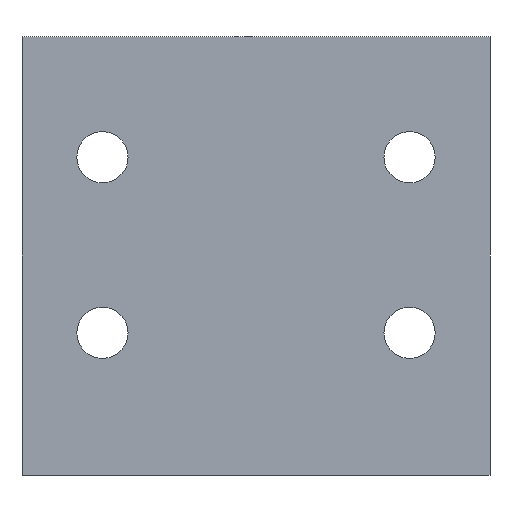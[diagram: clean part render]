
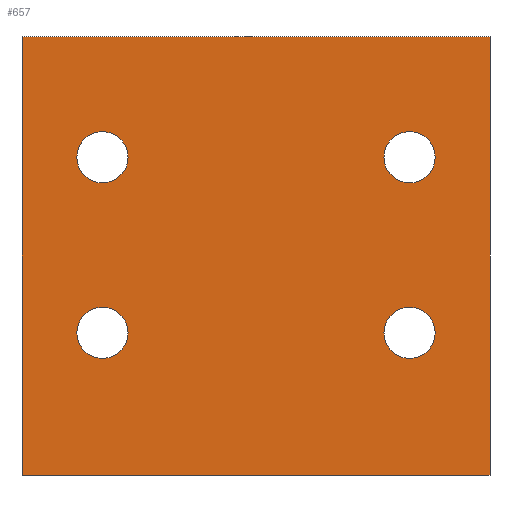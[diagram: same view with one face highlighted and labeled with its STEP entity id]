
A CAD part, front view. The second image highlights one B-rep face of the part: STEP entity #657.
In plain terms, the highlighted planar face has unit normal (0, -1, 0).
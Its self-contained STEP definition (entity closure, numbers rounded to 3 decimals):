
#26=FACE_BOUND('',#117,.T.);
#27=FACE_BOUND('',#118,.T.);
#28=FACE_BOUND('',#119,.T.);
#29=FACE_BOUND('',#120,.T.);
#41=PLANE('',#720);
#74=FACE_OUTER_BOUND('',#116,.T.);
#116=EDGE_LOOP('',(#594,#595,#596,#597));
#117=EDGE_LOOP('',(#598));
#118=EDGE_LOOP('',(#599));
#119=EDGE_LOOP('',(#600));
#120=EDGE_LOOP('',(#601));
#133=CIRCLE('',#708,1.75);
#135=CIRCLE('',#711,1.75);
#137=CIRCLE('',#714,1.75);
#139=CIRCLE('',#717,1.75);
#180=LINE('',#1207,#228);
#203=LINE('',#1439,#251);
#213=LINE('',#2028,#261);
#215=LINE('',#2032,#263);
#228=VECTOR('',#770,10.);
#251=VECTOR('',#811,10.);
#261=VECTOR('',#861,10.);
#263=VECTOR('',#867,10.);
#296=VERTEX_POINT('',#1204);
#297=VERTEX_POINT('',#1206);
#314=VERTEX_POINT('',#1436);
#315=VERTEX_POINT('',#1438);
#319=VERTEX_POINT('',#2005);
#321=VERTEX_POINT('',#2011);
#323=VERTEX_POINT('',#2017);
#325=VERTEX_POINT('',#2023);
#364=EDGE_CURVE('',#296,#297,#180,.T.);
#391=EDGE_CURVE('',#314,#315,#203,.T.);
#406=EDGE_CURVE('',#319,#319,#133,.T.);
#409=EDGE_CURVE('',#321,#321,#135,.T.);
#412=EDGE_CURVE('',#323,#323,#137,.T.);
#415=EDGE_CURVE('',#325,#325,#139,.T.);
#417=EDGE_CURVE('',#314,#297,#213,.T.);
#419=EDGE_CURVE('',#315,#296,#215,.T.);
#594=ORIENTED_EDGE('',*,*,#419,.F.);
#595=ORIENTED_EDGE('',*,*,#391,.F.);
#596=ORIENTED_EDGE('',*,*,#417,.T.);
#597=ORIENTED_EDGE('',*,*,#364,.F.);
#598=ORIENTED_EDGE('',*,*,#406,.T.);
#599=ORIENTED_EDGE('',*,*,#409,.T.);
#600=ORIENTED_EDGE('',*,*,#412,.T.);
#601=ORIENTED_EDGE('',*,*,#415,.T.);
#657=ADVANCED_FACE('',(#74,#26,#27,#28,#29),#41,.T.);
#708=AXIS2_PLACEMENT_3D('',#2007,#835,#836);
#711=AXIS2_PLACEMENT_3D('',#2013,#842,#843);
#714=AXIS2_PLACEMENT_3D('',#2019,#849,#850);
#717=AXIS2_PLACEMENT_3D('',#2025,#856,#857);
#720=AXIS2_PLACEMENT_3D('',#2031,#865,#866);
#770=DIRECTION('',(1.,0.,0.));
#811=DIRECTION('',(-1.,0.,0.));
#835=DIRECTION('center_axis',(0.,1.,0.));
#836=DIRECTION('ref_axis',(-1.,0.,0.));
#842=DIRECTION('center_axis',(0.,1.,0.));
#843=DIRECTION('ref_axis',(-1.,0.,0.));
#849=DIRECTION('center_axis',(0.,1.,0.));
#850=DIRECTION('ref_axis',(-1.,0.,0.));
#856=DIRECTION('center_axis',(0.,1.,0.));
#857=DIRECTION('ref_axis',(-1.,0.,0.));
#861=DIRECTION('',(0.,0.,1.));
#865=DIRECTION('center_axis',(0.,-1.,0.));
#866=DIRECTION('ref_axis',(0.,0.,1.));
#867=DIRECTION('',(0.,0.,1.));
#1204=CARTESIAN_POINT('',(-16.,22.005,351.4));
#1206=CARTESIAN_POINT('',(16.,22.005,351.4));
#1207=CARTESIAN_POINT('',(0.,22.005,351.4));
#1436=CARTESIAN_POINT('',(16.,22.005,321.4));
#1438=CARTESIAN_POINT('',(-16.,22.005,321.4));
#1439=CARTESIAN_POINT('',(0.,22.005,321.4));
#2005=CARTESIAN_POINT('',(-8.75,22.005,343.15));
#2007=CARTESIAN_POINT('Origin',(-10.5,22.005,343.15));
#2011=CARTESIAN_POINT('',(12.25,22.005,343.15));
#2013=CARTESIAN_POINT('Origin',(10.5,22.005,343.15));
#2017=CARTESIAN_POINT('',(-8.75,22.005,331.15));
#2019=CARTESIAN_POINT('Origin',(-10.5,22.005,331.15));
#2023=CARTESIAN_POINT('',(12.25,22.005,331.15));
#2025=CARTESIAN_POINT('Origin',(10.5,22.005,331.15));
#2028=CARTESIAN_POINT('',(16.,22.005,350.9));
#2031=CARTESIAN_POINT('Origin',(0.,22.005,321.4));
#2032=CARTESIAN_POINT('',(-16.,22.005,350.9));
